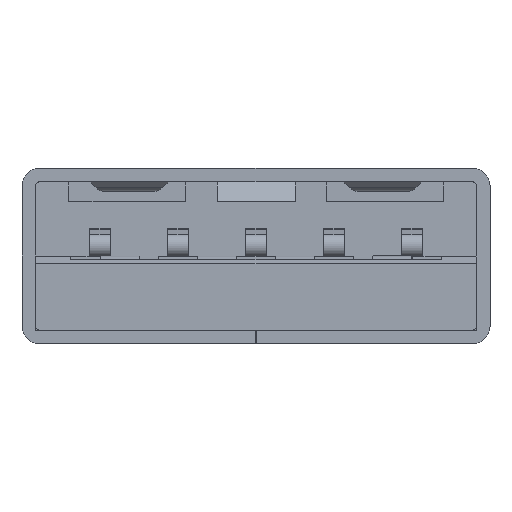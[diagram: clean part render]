
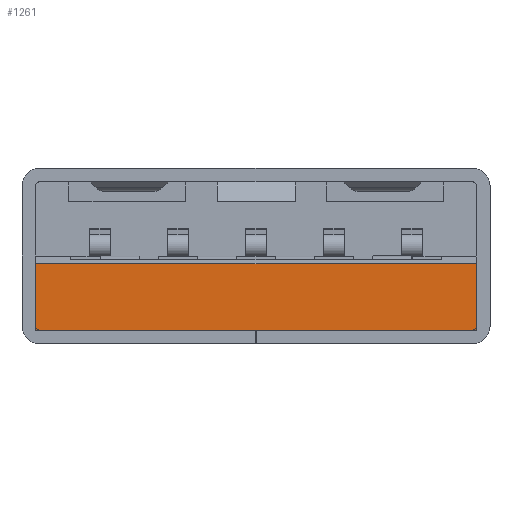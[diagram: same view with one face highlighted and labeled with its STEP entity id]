
A CAD part, front view. The second image highlights one B-rep face of the part: STEP entity #1261.
In plain terms, the highlighted planar face has unit normal (0, -1, 0).
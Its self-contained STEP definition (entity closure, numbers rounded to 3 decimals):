
#1261 = ADVANCED_FACE( '', ( #2891 ), #2892, .T. );
#2891 = FACE_OUTER_BOUND( '', #4973, .T. );
#2892 = PLANE( '', #4974 );
#4973 = EDGE_LOOP( '', ( #8368, #8369, #8370, #8371 ) );
#4974 = AXIS2_PLACEMENT_3D( '', #8372, #8373, #8374 );
#8368 = ORIENTED_EDGE( '', *, *, #14128, .F. );
#8369 = ORIENTED_EDGE( '', *, *, #14191, .F. );
#8370 = ORIENTED_EDGE( '', *, *, #14192, .T. );
#8371 = ORIENTED_EDGE( '', *, *, #13779, .T. );
#8372 = CARTESIAN_POINT( '', ( -5.65, -7.2, 0.85 ) );
#8373 = DIRECTION( '', ( 0., -1., 0. ) );
#8374 = DIRECTION( '', ( 0., 0., -1. ) );
#13779 = EDGE_CURVE( '', #16953, #16950, #16954, .T. );
#14128 = EDGE_CURVE( '', #17509, #16950, #17511, .T. );
#14191 = EDGE_CURVE( '', #17609, #17509, #17610, .T. );
#14192 = EDGE_CURVE( '', #17609, #16953, #17611, .T. );
#16950 = VERTEX_POINT( '', #21352 );
#16953 = VERTEX_POINT( '', #21356 );
#16954 = LINE( '', #21357, #21358 );
#17509 = VERTEX_POINT( '', #22151 );
#17511 = LINE( '', #22154, #22155 );
#17609 = VERTEX_POINT( '', #22297 );
#17610 = LINE( '', #22298, #22299 );
#17611 = LINE( '', #22300, #22301 );
#21352 = CARTESIAN_POINT( '', ( 5.65, -7.2, -0.85 ) );
#21356 = CARTESIAN_POINT( '', ( -5.65, -7.2, -0.85 ) );
#21357 = CARTESIAN_POINT( '', ( -5.65, -7.2, -0.85 ) );
#21358 = VECTOR( '', #25860, 1000. );
#22151 = CARTESIAN_POINT( '', ( 5.65, -7.2, 0.85 ) );
#22154 = CARTESIAN_POINT( '', ( 5.65, -7.2, 0.85 ) );
#22155 = VECTOR( '', #26241, 1000. );
#22297 = CARTESIAN_POINT( '', ( -5.65, -7.2, 0.85 ) );
#22298 = CARTESIAN_POINT( '', ( -5.65, -7.2, 0.85 ) );
#22299 = VECTOR( '', #26301, 1000. );
#22300 = CARTESIAN_POINT( '', ( -5.65, -7.2, 0.85 ) );
#22301 = VECTOR( '', #26302, 1000. );
#25860 = DIRECTION( '', ( 1., 0., 0. ) );
#26241 = DIRECTION( '', ( 0., 0., -1. ) );
#26301 = DIRECTION( '', ( 1., 0., 0. ) );
#26302 = DIRECTION( '', ( 0., 0., -1. ) );
